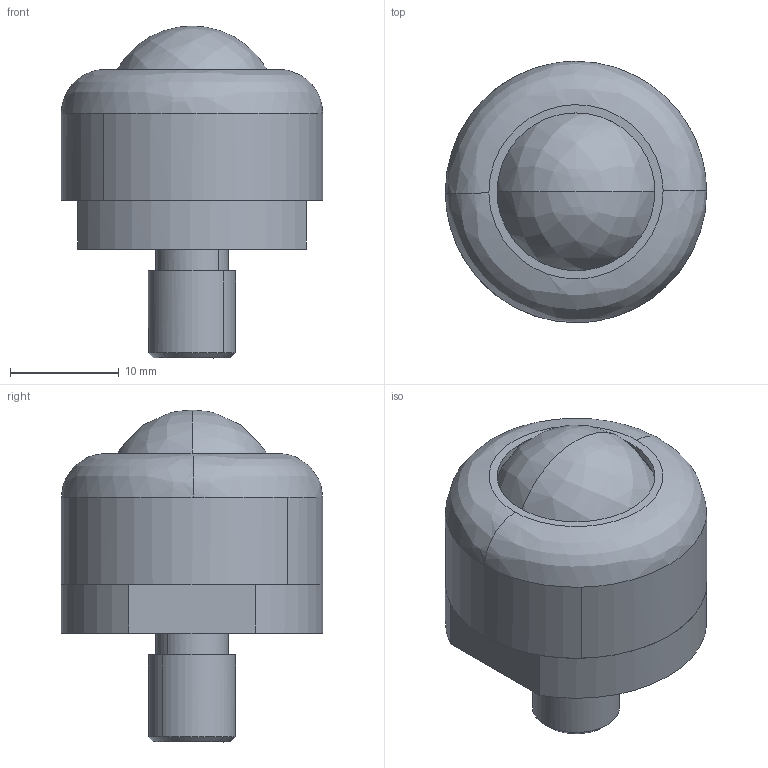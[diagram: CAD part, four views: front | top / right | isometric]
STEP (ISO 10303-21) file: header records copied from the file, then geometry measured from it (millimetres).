
FILE_DESCRIPTION((''),'2;1');
FILE_NAME('','2009-01-19T14:06:55',(''),(''),'','CADfix','');
FILE_SCHEMA(('AUTOMOTIVE_DESIGN { 1 0 10303 214 1 1 1 1 }'));
Length unit declared in the file: millimetre
Bounding box: 24 x 24 x 30.5 mm (x, y, z)
Volume: 5190.4 mm3; surface area: 4324.5 mm2
Topology: 3 solids, 3 shells, 29 faces, 116 edges, 96 vertices
Faces by surface type: bspline 29
Entity records: 2083 total; most frequent: CARTESIAN_POINT 1369, ORIENTED_EDGE 232, EDGE_CURVE 116, VERTEX_POINT 96, B_SPLINE_CURVE_WITH_KNOTS 88, EDGE_LOOP 34, FACE_OUTER_BOUND 29, ADVANCED_FACE 29
